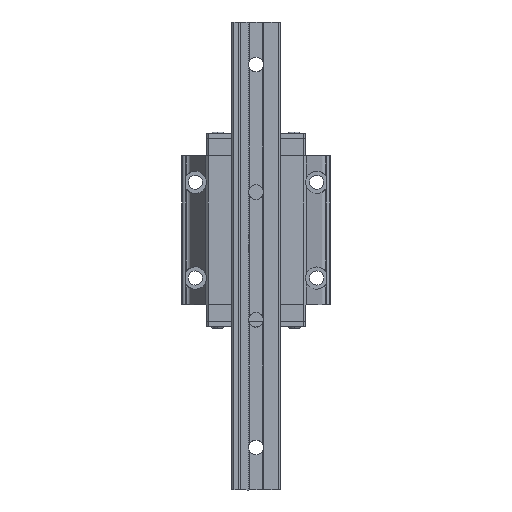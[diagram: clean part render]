
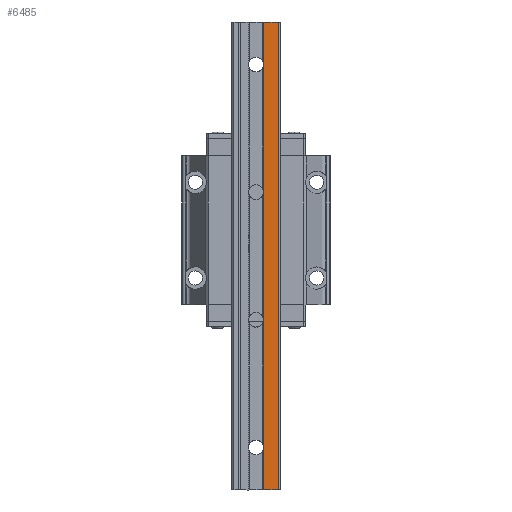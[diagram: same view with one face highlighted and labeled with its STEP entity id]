
A CAD part, front view. The second image highlights one B-rep face of the part: STEP entity #6485.
In plain terms, the highlighted planar face has unit normal (0, -1, 0).
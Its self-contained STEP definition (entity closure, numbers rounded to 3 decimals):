
#48 = LINE ( 'NONE', #6013, #5048 ) ;
#233 = DIRECTION ( 'NONE',  ( 0., 0., -1. ) ) ;
#643 = DIRECTION ( 'NONE',  ( 1., 0., 0. ) ) ;
#786 = VERTEX_POINT ( 'NONE', #5690 ) ;
#2592 = CARTESIAN_POINT ( 'NONE',  ( 3.7, -20., 0. ) ) ;
#2881 = VECTOR ( 'NONE', #233, 1000. ) ;
#3215 = CARTESIAN_POINT ( 'NONE',  ( 3.7, -20., 0. ) ) ;
#3482 = FACE_OUTER_BOUND ( 'NONE', #10483, .T. ) ;
#3631 = CARTESIAN_POINT ( 'NONE',  ( 10.4, -20., -220. ) ) ;
#4004 = VERTEX_POINT ( 'NONE', #3631 ) ;
#4190 = CARTESIAN_POINT ( 'NONE',  ( 3.7, -20., -110. ) ) ;
#4569 = EDGE_CURVE ( 'NONE', #786, #4004, #48, .T. ) ;
#4643 = DIRECTION ( 'NONE',  ( 0., 0., 1. ) ) ;
#4884 = VERTEX_POINT ( 'NONE', #6313 ) ;
#4975 = DIRECTION ( 'NONE',  ( 1., 0., 0. ) ) ;
#5048 = VECTOR ( 'NONE', #4975, 1000. ) ;
#5600 = DIRECTION ( 'NONE',  ( 0., -1., 0. ) ) ;
#5667 = CARTESIAN_POINT ( 'NONE',  ( 10.4, -20., -110. ) ) ;
#5674 = LINE ( 'NONE', #5667, #12384 ) ;
#5690 = CARTESIAN_POINT ( 'NONE',  ( 3.7, -20., -220. ) ) ;
#5852 = LINE ( 'NONE', #4190, #2881 ) ;
#6013 = CARTESIAN_POINT ( 'NONE',  ( 0., -20., -220. ) ) ;
#6313 = CARTESIAN_POINT ( 'NONE',  ( 10.4, -20., 0. ) ) ;
#6409 = LINE ( 'NONE', #6626, #6721 ) ;
#6485 = ADVANCED_FACE ( 'NONE', ( #3482 ), #10582, .T. ) ;
#6527 = EDGE_CURVE ( 'NONE', #9618, #786, #5852, .T. ) ;
#6626 = CARTESIAN_POINT ( 'NONE',  ( 0., -20., 0. ) ) ;
#6721 = VECTOR ( 'NONE', #643, 1000. ) ;
#6963 = ORIENTED_EDGE ( 'NONE', *, *, #4569, .T. ) ;
#8694 = EDGE_CURVE ( 'NONE', #4004, #4884, #5674, .T. ) ;
#9161 = ORIENTED_EDGE ( 'NONE', *, *, #11463, .F. ) ;
#9618 = VERTEX_POINT ( 'NONE', #3215 ) ;
#9977 = AXIS2_PLACEMENT_3D ( 'NONE', #2592, #5600, #12588 ) ;
#10062 = ORIENTED_EDGE ( 'NONE', *, *, #6527, .T. ) ;
#10483 = EDGE_LOOP ( 'NONE', ( #6963, #12014, #9161, #10062 ) ) ;
#10582 = PLANE ( 'NONE',  #9977 ) ;
#11463 = EDGE_CURVE ( 'NONE', #9618, #4884, #6409, .T. ) ;
#12014 = ORIENTED_EDGE ( 'NONE', *, *, #8694, .T. ) ;
#12384 = VECTOR ( 'NONE', #4643, 1000. ) ;
#12588 = DIRECTION ( 'NONE',  ( 0., 0., -1. ) ) ;
